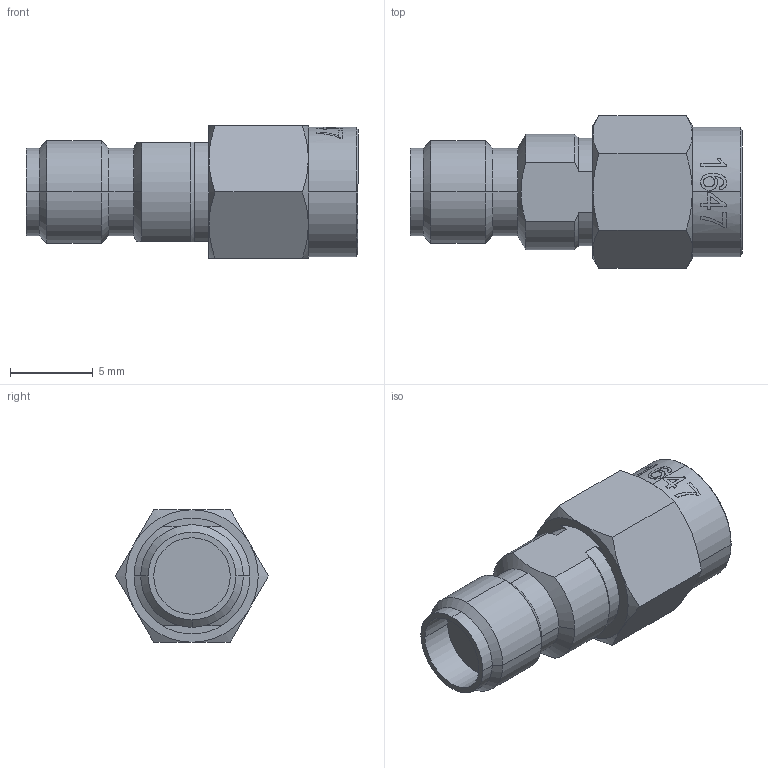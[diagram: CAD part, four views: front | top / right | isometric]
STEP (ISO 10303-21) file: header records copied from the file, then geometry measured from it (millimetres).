
FILE_DESCRIPTION (( 'STEP AP214' ), '1' );
FILE_NAME ('FMAD1647_3D.step', '2023-03-13T20:46:35', ( '' ), ( '' ), 'SwSTEP 2.0', 'SolidWorks 2022', '' );
FILE_SCHEMA (( 'AUTOMOTIVE_DESIGN' ));
Length unit declared in the file: inch
Products named in the file (1): FMAD1647_3D
Bounding box: 20.05 x 9.24 x 8 mm (x, y, z)
Volume: 630.9 mm3; surface area: 785 mm2
Topology: 1 solids, 1 shells, 149 faces, 360 edges, 225 vertices
Faces by surface type: cylinder 43, plane 42, cone 41, bspline 23
Entity records: 6261 total; most frequent: CARTESIAN_POINT 2913, ORIENTED_EDGE 720, DIRECTION 638, EDGE_CURVE 360, AXIS2_PLACEMENT_3D 257, VERTEX_POINT 225, EDGE_LOOP 161, FACE_OUTER_BOUND 149
